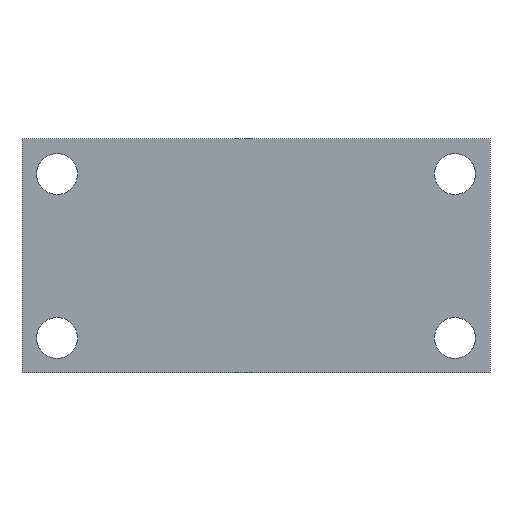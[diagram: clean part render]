
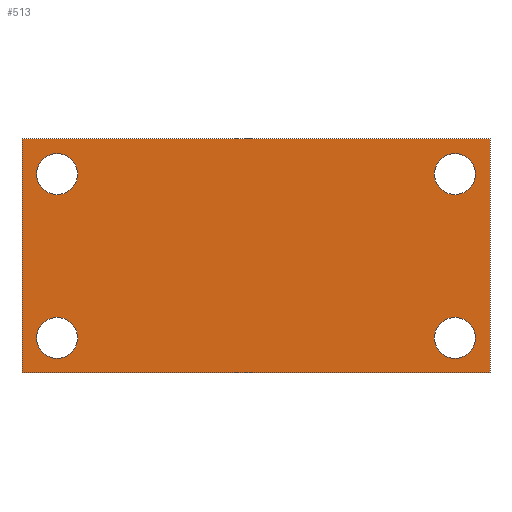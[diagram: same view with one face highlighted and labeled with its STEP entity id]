
A CAD part, front view. The second image highlights one B-rep face of the part: STEP entity #513.
In plain terms, the highlighted planar face has unit normal (0, -1, 0).
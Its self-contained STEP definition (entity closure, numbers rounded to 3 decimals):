
#23=FACE_BOUND('',#119,.T.);
#24=FACE_BOUND('',#120,.T.);
#25=FACE_BOUND('',#121,.T.);
#26=FACE_BOUND('',#122,.T.);
#33=CIRCLE('',#563,1.75);
#34=CIRCLE('',#565,1.75);
#35=CIRCLE('',#567,1.75);
#36=CIRCLE('',#569,1.75);
#52=PLANE('',#574);
#81=FACE_OUTER_BOUND('',#118,.T.);
#118=EDGE_LOOP('',(#464,#465,#466,#467));
#119=EDGE_LOOP('',(#468));
#120=EDGE_LOOP('',(#469));
#121=EDGE_LOOP('',(#470));
#122=EDGE_LOOP('',(#471));
#172=LINE('',#845,#221);
#175=LINE('',#850,#224);
#177=LINE('',#854,#226);
#179=LINE('',#857,#228);
#221=VECTOR('',#704,10.);
#224=VECTOR('',#709,10.);
#226=VECTOR('',#713,10.);
#228=VECTOR('',#717,10.);
#263=VERTEX_POINT('',#827);
#264=VERTEX_POINT('',#831);
#265=VERTEX_POINT('',#835);
#266=VERTEX_POINT('',#839);
#267=VERTEX_POINT('',#843);
#268=VERTEX_POINT('',#844);
#269=VERTEX_POINT('',#849);
#270=VERTEX_POINT('',#853);
#323=EDGE_CURVE('',#263,#263,#33,.T.);
#325=EDGE_CURVE('',#264,#264,#34,.T.);
#327=EDGE_CURVE('',#265,#265,#35,.T.);
#329=EDGE_CURVE('',#266,#266,#36,.T.);
#330=EDGE_CURVE('',#267,#268,#172,.T.);
#333=EDGE_CURVE('',#269,#267,#175,.T.);
#335=EDGE_CURVE('',#270,#269,#177,.T.);
#337=EDGE_CURVE('',#268,#270,#179,.T.);
#464=ORIENTED_EDGE('',*,*,#337,.F.);
#465=ORIENTED_EDGE('',*,*,#330,.F.);
#466=ORIENTED_EDGE('',*,*,#333,.F.);
#467=ORIENTED_EDGE('',*,*,#335,.F.);
#468=ORIENTED_EDGE('',*,*,#323,.T.);
#469=ORIENTED_EDGE('',*,*,#325,.T.);
#470=ORIENTED_EDGE('',*,*,#327,.T.);
#471=ORIENTED_EDGE('',*,*,#329,.T.);
#513=ADVANCED_FACE('',(#81,#23,#24,#25,#26),#52,.F.);
#563=AXIS2_PLACEMENT_3D('',#829,#685,#686);
#565=AXIS2_PLACEMENT_3D('',#833,#690,#691);
#567=AXIS2_PLACEMENT_3D('',#837,#695,#696);
#569=AXIS2_PLACEMENT_3D('',#841,#700,#701);
#574=AXIS2_PLACEMENT_3D('',#858,#718,#719);
#685=DIRECTION('center_axis',(0.,1.,0.));
#686=DIRECTION('ref_axis',(-1.,0.,0.));
#690=DIRECTION('center_axis',(0.,1.,0.));
#691=DIRECTION('ref_axis',(-1.,0.,0.));
#695=DIRECTION('center_axis',(0.,1.,0.));
#696=DIRECTION('ref_axis',(-1.,0.,0.));
#700=DIRECTION('center_axis',(0.,1.,0.));
#701=DIRECTION('ref_axis',(-1.,0.,0.));
#704=DIRECTION('',(1.,0.,0.));
#709=DIRECTION('',(0.,0.,1.));
#713=DIRECTION('',(-1.,0.,0.));
#717=DIRECTION('',(0.,0.,-1.));
#718=DIRECTION('center_axis',(0.,1.,0.));
#719=DIRECTION('ref_axis',(1.,0.,0.));
#827=CARTESIAN_POINT('',(18.75,0.,-7.));
#829=CARTESIAN_POINT('Origin',(17.,0.,-7.));
#831=CARTESIAN_POINT('',(18.75,0.,7.));
#833=CARTESIAN_POINT('Origin',(17.,0.,7.));
#835=CARTESIAN_POINT('',(-15.25,0.,-7.));
#837=CARTESIAN_POINT('Origin',(-17.,0.,-7.));
#839=CARTESIAN_POINT('',(-15.25,0.,7.));
#841=CARTESIAN_POINT('Origin',(-17.,0.,7.));
#843=CARTESIAN_POINT('',(-20.,0.,10.));
#844=CARTESIAN_POINT('',(20.,0.,10.));
#845=CARTESIAN_POINT('',(-20.,0.,10.));
#849=CARTESIAN_POINT('',(-20.,0.,-10.));
#850=CARTESIAN_POINT('',(-20.,0.,-10.));
#853=CARTESIAN_POINT('',(20.,0.,-10.));
#854=CARTESIAN_POINT('',(20.,0.,-10.));
#857=CARTESIAN_POINT('',(20.,0.,10.));
#858=CARTESIAN_POINT('Origin',(0.,0.,0.));
